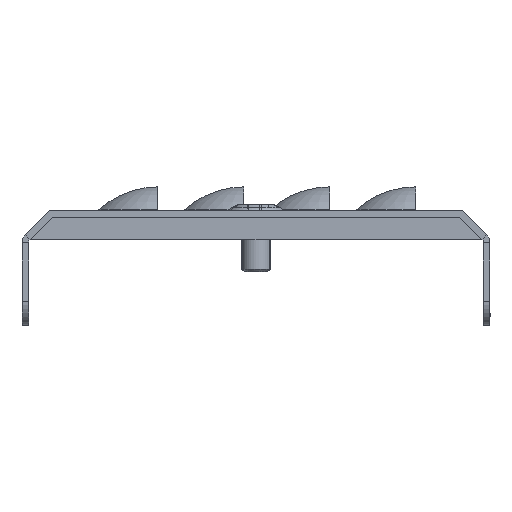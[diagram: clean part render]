
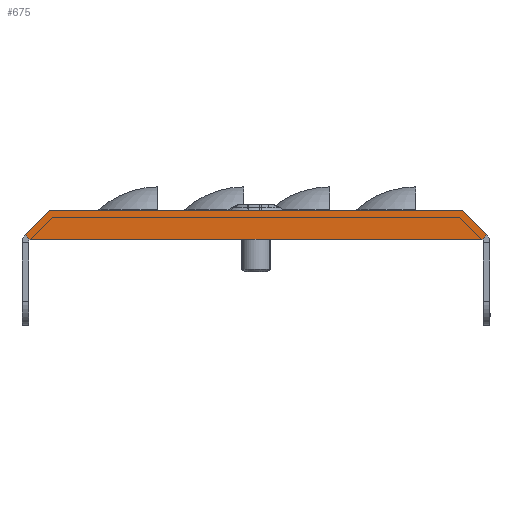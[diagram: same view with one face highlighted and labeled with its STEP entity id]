
A CAD part, left-side view. The second image highlights one B-rep face of the part: STEP entity #675.
In plain terms, the highlighted planar face has unit normal (-1, 0, 0).
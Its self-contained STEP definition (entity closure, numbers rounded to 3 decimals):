
#182 = CARTESIAN_POINT ( 'NONE',  ( -795., -96.413, -6.037 ) ) ;
#559 = ORIENTED_EDGE ( 'NONE', *, *, #16489, .T. ) ;
#675 = ADVANCED_FACE ( 'NONE', ( #13992 ), #16506, .F. ) ;
#794 = CARTESIAN_POINT ( 'NONE',  ( -795., -92.356, 0. ) ) ;
#907 = DIRECTION ( 'NONE',  ( 0., 0., 1. ) ) ;
#941 = EDGE_CURVE ( 'NONE', #5553, #7060, #11831, .T. ) ;
#2010 = DIRECTION ( 'NONE',  ( 0., -1., 0. ) ) ;
#2680 = CARTESIAN_POINT ( 'NONE',  ( -795., -1.857, -6.037 ) ) ;
#2710 = VECTOR ( 'NONE', #11600, 1000. ) ;
#2759 = VECTOR ( 'NONE', #16301, 1000. ) ;
#2909 = CARTESIAN_POINT ( 'NONE',  ( -795., -96.413, -6.037 ) ) ;
#3332 = ORIENTED_EDGE ( 'NONE', *, *, #9808, .T. ) ;
#3893 = LINE ( 'NONE', #13988, #14325 ) ;
#4174 = EDGE_CURVE ( 'NONE', #6047, #5553, #4635, .T. ) ;
#4635 = LINE ( 'NONE', #10247, #15433 ) ;
#5296 = DIRECTION ( 'NONE',  ( 1., 0., 0. ) ) ;
#5553 = VERTEX_POINT ( 'NONE', #8041 ) ;
#6047 = VERTEX_POINT ( 'NONE', #2680 ) ;
#6462 = EDGE_CURVE ( 'NONE', #7060, #16613, #11512, .T. ) ;
#6558 = DIRECTION ( 'NONE',  ( 0., 1., 0. ) ) ;
#6874 = VERTEX_POINT ( 'NONE', #15344 ) ;
#6930 = ORIENTED_EDGE ( 'NONE', *, *, #9554, .T. ) ;
#7060 = VERTEX_POINT ( 'NONE', #182 ) ;
#7956 = VECTOR ( 'NONE', #2010, 1000. ) ;
#8041 = CARTESIAN_POINT ( 'NONE',  ( -795., -96.249, -6.037 ) ) ;
#8422 = VECTOR ( 'NONE', #16284, 1000. ) ;
#8615 = DIRECTION ( 'NONE',  ( 0., -0.707, 0.707 ) ) ;
#8894 = LINE ( 'NONE', #17471, #2710 ) ;
#9125 = CARTESIAN_POINT ( 'NONE',  ( -795., -96.413, -6.037 ) ) ;
#9189 = CARTESIAN_POINT ( 'NONE',  ( -795., -92.356, 0. ) ) ;
#9554 = EDGE_CURVE ( 'NONE', #11266, #6047, #3893, .T. ) ;
#9776 = EDGE_LOOP ( 'NONE', ( #559, #6930, #10707, #13208, #14132, #3332, #12227, #12140 ) ) ;
#9808 = EDGE_CURVE ( 'NONE', #16613, #17682, #14353, .T. ) ;
#9850 = CARTESIAN_POINT ( 'NONE',  ( -795., -92.356, 0. ) ) ;
#10247 = CARTESIAN_POINT ( 'NONE',  ( -795., -49.053, -6.037 ) ) ;
#10707 = ORIENTED_EDGE ( 'NONE', *, *, #4174, .T. ) ;
#11266 = VERTEX_POINT ( 'NONE', #18144 ) ;
#11512 = LINE ( 'NONE', #2909, #14664 ) ;
#11600 = DIRECTION ( 'NONE',  ( 0., -0.707, -0.707 ) ) ;
#11642 = EDGE_CURVE ( 'NONE', #6874, #18378, #15160, .T. ) ;
#11831 = LINE ( 'NONE', #9125, #7956 ) ;
#12140 = ORIENTED_EDGE ( 'NONE', *, *, #11642, .T. ) ;
#12227 = ORIENTED_EDGE ( 'NONE', *, *, #16223, .T. ) ;
#12492 = DIRECTION ( 'NONE',  ( 0., -1., 0. ) ) ;
#13208 = ORIENTED_EDGE ( 'NONE', *, *, #941, .T. ) ;
#13309 = CARTESIAN_POINT ( 'NONE',  ( -795., -5.75, 0. ) ) ;
#13988 = CARTESIAN_POINT ( 'NONE',  ( -795., -1.693, -6.037 ) ) ;
#13992 = FACE_OUTER_BOUND ( 'NONE', #9776, .T. ) ;
#14132 = ORIENTED_EDGE ( 'NONE', *, *, #6462, .T. ) ;
#14325 = VECTOR ( 'NONE', #12492, 1000. ) ;
#14353 = LINE ( 'NONE', #794, #2759 ) ;
#14664 = VECTOR ( 'NONE', #8615, 1000. ) ;
#14778 = CARTESIAN_POINT ( 'NONE',  ( -795., -0.703, -5.047 ) ) ;
#15160 = LINE ( 'NONE', #13309, #8422 ) ;
#15344 = CARTESIAN_POINT ( 'NONE',  ( -795., -5.75, 0. ) ) ;
#15433 = VECTOR ( 'NONE', #15943, 1000. ) ;
#15925 = AXIS2_PLACEMENT_3D ( 'NONE', #17985, #5296, #907 ) ;
#15943 = DIRECTION ( 'NONE',  ( 0., -1., 0. ) ) ;
#16223 = EDGE_CURVE ( 'NONE', #17682, #6874, #18040, .T. ) ;
#16284 = DIRECTION ( 'NONE',  ( 0., 0.707, -0.707 ) ) ;
#16301 = DIRECTION ( 'NONE',  ( 0., 0.707, 0.707 ) ) ;
#16489 = EDGE_CURVE ( 'NONE', #18378, #11266, #8894, .T. ) ;
#16506 = PLANE ( 'NONE',  #15925 ) ;
#16613 = VERTEX_POINT ( 'NONE', #17923 ) ;
#17005 = VECTOR ( 'NONE', #6558, 1000. ) ;
#17471 = CARTESIAN_POINT ( 'NONE',  ( -795., -0.703, -5.047 ) ) ;
#17682 = VERTEX_POINT ( 'NONE', #9850 ) ;
#17923 = CARTESIAN_POINT ( 'NONE',  ( -795., -97.403, -5.047 ) ) ;
#17985 = CARTESIAN_POINT ( 'NONE',  ( -795., -6.744, -2.4 ) ) ;
#18040 = LINE ( 'NONE', #9189, #17005 ) ;
#18144 = CARTESIAN_POINT ( 'NONE',  ( -795., -1.693, -6.037 ) ) ;
#18378 = VERTEX_POINT ( 'NONE', #14778 ) ;
